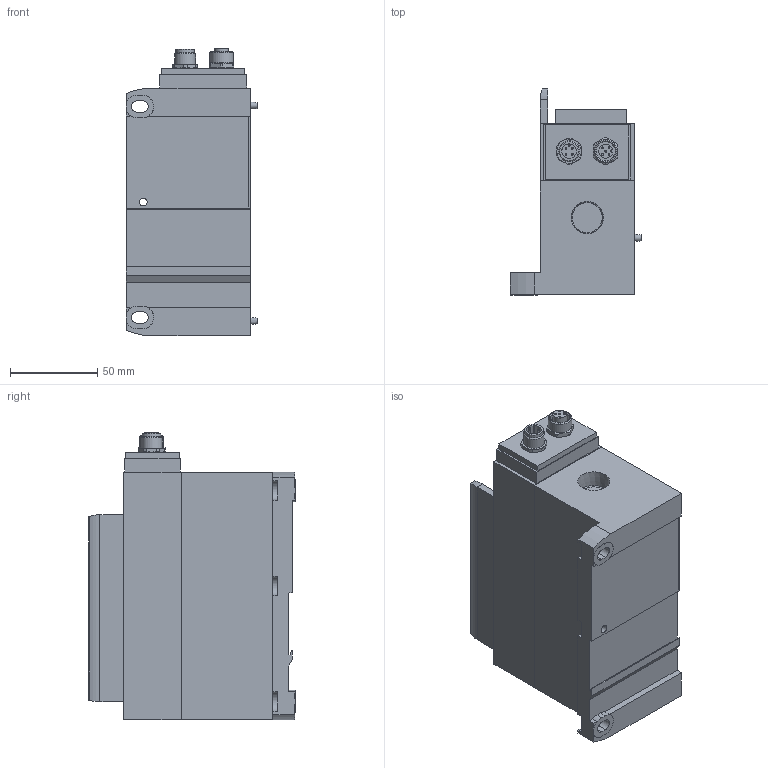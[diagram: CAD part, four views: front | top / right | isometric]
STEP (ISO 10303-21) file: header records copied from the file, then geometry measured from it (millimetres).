
FILE_DESCRIPTION(/* description */ ('STEP AP214'),/* implementation_level */ '2;1');
FILE_NAME(/* name */ '549043_VABE-S6-1LF-C-A8-E',/* time_stamp */ '2024-09-15T17:37:06+02:00',/* author */ ('License CC BY-ND 4.0'),/* organization */ ('CADENAS'),/* preprocessor_version */ 'ST-DEVELOPER v19.3',/* originating_system */ 'PARTsolutions',/* authorisation */ ' ');
FILE_SCHEMA (('AUTOMOTIVE_DESIGN {1 0 10303 214 3 1 1}'));
Length unit declared in the file: millimetre
Products named in the file (6): 549043 VABE-S6-1LF-C-A8-E; 543414 VABE-S6-1LT-C-M1-S37---(sp); 712557 VAEM-S6-S-FAS; DIN-912 - M4x40(F); 195750 CPX-8DE; 699931 VMPA-EPL-Blende---(AS/CP)
Assembly tree (7 placements, depth 2):
  549043 VABE-S6-1LF-C-A8-E
    543414 VABE-S6-1LT-C-M1-S37---(sp)
    712557 VAEM-S6-S-FAS
    DIN-912 - M4x40(F)  x3
    195750 CPX-8DE
    699931 VMPA-EPL-Blende---(AS/CP)
Bounding box: 75.55 x 118.4 x 164.9 mm (x, y, z)
Volume: 753075.1 mm3; surface area: 112668.2 mm2
Topology: 7 solids, 7 shells, 473 faces, 1086 edges, 705 vertices
Faces by surface type: plane 245, cylinder 160, cone 67, torus 1
Full cylindrical faces by diameter (mm): 1.02 x37, 1.1 x9, 2.459 x2, 2.6 x4, 3.242 x3, 3.8 x4, 4 x5, 4.134 x4, 4.3 x3, 4.5 x1, 7 x3, 7.6 x3, 8.3 x1, 10.773 x1, 10.917 x1, 12 x1, 13.5 x1
Entity records: 11266 total; most frequent: CARTESIAN_POINT 1997, DIRECTION 1974, ORIENTED_EDGE 1632, EDGE_CURVE 816, AXIS2_PLACEMENT_3D 779, FACE_BOUND 620, EDGE_LOOP 612, VERTEX_POINT 600
